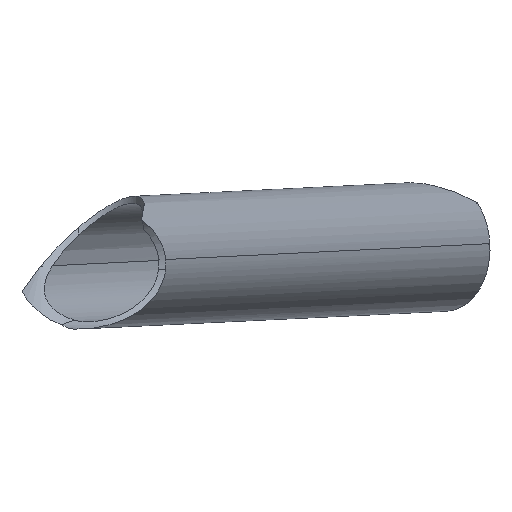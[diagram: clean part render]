
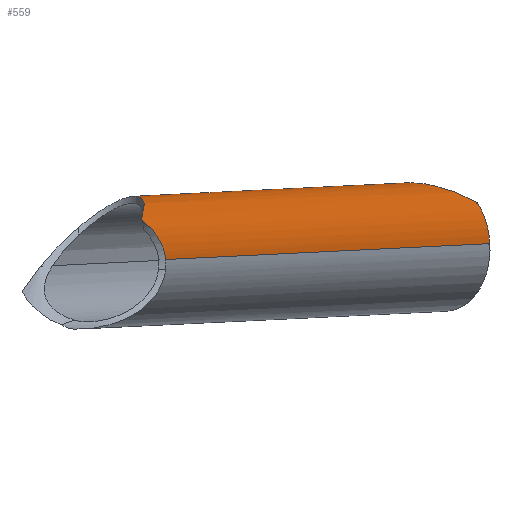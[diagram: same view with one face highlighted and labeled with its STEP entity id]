
A CAD part, top view. The second image highlights one B-rep face of the part: STEP entity #559.
In plain terms, the highlighted cylindrical face has radius 14 mm (diameter 28 mm), a partial arc.
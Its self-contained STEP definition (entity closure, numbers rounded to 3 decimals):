
#63=CARTESIAN_POINT('Vertex',(-1928.525,-296.258,71.291)) ;
#67=CARTESIAN_POINT('Control Point',(-1936.791,-304.676,88.335)) ;
#68=CARTESIAN_POINT('Control Point',(-1936.033,-303.753,86.071)) ;
#69=CARTESIAN_POINT('Control Point',(-1935.214,-302.802,83.839)) ;
#70=CARTESIAN_POINT('Control Point',(-1934.335,-301.828,81.661)) ;
#71=CARTESIAN_POINT('Control Point',(-1932.771,-300.176,78.162)) ;
#72=CARTESIAN_POINT('Control Point',(-1930.946,-298.415,74.852)) ;
#73=CARTESIAN_POINT('Control Point',(-1930.201,-297.722,73.617)) ;
#74=CARTESIAN_POINT('Control Point',(-1929.399,-297.002,72.418)) ;
#75=CARTESIAN_POINT('Control Point',(-1928.525,-296.258,71.291)) ;
#76=CARTESIAN_POINT('Vertex',(-1936.791,-304.676,88.335)) ;
#190=CARTESIAN_POINT('Vertex',(-1915.008,-294.633,99.789)) ;
#194=CARTESIAN_POINT('Control Point',(-1915.008,-294.633,99.789)) ;
#195=CARTESIAN_POINT('Control Point',(-1914.842,-294.204,98.241)) ;
#196=CARTESIAN_POINT('Control Point',(-1914.701,-293.788,96.686)) ;
#197=CARTESIAN_POINT('Control Point',(-1914.584,-293.385,95.125)) ;
#198=CARTESIAN_POINT('Control Point',(-1914.369,-292.458,91.394)) ;
#199=CARTESIAN_POINT('Control Point',(-1914.322,-291.621,87.634)) ;
#200=CARTESIAN_POINT('Control Point',(-1914.36,-291.175,85.464)) ;
#201=CARTESIAN_POINT('Control Point',(-1914.556,-290.463,81.632)) ;
#202=CARTESIAN_POINT('Control Point',(-1915.072,-289.934,77.803)) ;
#203=CARTESIAN_POINT('Control Point',(-1915.36,-289.753,76.195)) ;
#204=CARTESIAN_POINT('Control Point',(-1915.949,-289.546,73.664)) ;
#205=CARTESIAN_POINT('Control Point',(-1916.889,-289.565,71.245)) ;
#206=CARTESIAN_POINT('Control Point',(-1917.281,-289.608,70.399)) ;
#207=CARTESIAN_POINT('Control Point',(-1917.971,-289.746,69.199)) ;
#208=CARTESIAN_POINT('Control Point',(-1918.863,-290.041,68.19)) ;
#209=CARTESIAN_POINT('Control Point',(-1919.178,-290.157,67.886)) ;
#210=CARTESIAN_POINT('Control Point',(-1919.843,-290.426,67.364)) ;
#211=CARTESIAN_POINT('Control Point',(-1920.58,-290.774,67.015)) ;
#212=CARTESIAN_POINT('Control Point',(-1920.953,-290.962,66.893)) ;
#213=CARTESIAN_POINT('Control Point',(-1921.86,-291.446,66.723)) ;
#214=CARTESIAN_POINT('Control Point',(-1922.757,-291.982,66.82)) ;
#215=CARTESIAN_POINT('Control Point',(-1923.263,-292.302,66.954)) ;
#216=CARTESIAN_POINT('Control Point',(-1924.821,-293.328,67.563)) ;
#217=CARTESIAN_POINT('Control Point',(-1926.166,-294.33,68.628)) ;
#218=CARTESIAN_POINT('Control Point',(-1927.007,-294.989,69.448)) ;
#219=CARTESIAN_POINT('Control Point',(-1927.791,-295.632,70.344)) ;
#220=CARTESIAN_POINT('Control Point',(-1928.525,-296.258,71.291)) ;
#248=CARTESIAN_POINT('Vertex',(-1909.827,-303.223,95.972)) ;
#252=CARTESIAN_POINT('Control Point',(-1915.008,-294.633,99.789)) ;
#253=CARTESIAN_POINT('Control Point',(-1913.464,-295.828,98.75)) ;
#254=CARTESIAN_POINT('Control Point',(-1912.058,-297.279,97.777)) ;
#255=CARTESIAN_POINT('Control Point',(-1910.852,-298.977,96.91)) ;
#256=CARTESIAN_POINT('Control Point',(-1910.049,-301.047,96.266)) ;
#257=CARTESIAN_POINT('Control Point',(-1909.827,-303.223,95.972)) ;
#369=CARTESIAN_POINT('Vertex',(-1842.872,-290.659,-103.291)) ;
#375=CARTESIAN_POINT('Control Point',(-1842.872,-290.659,-103.291)) ;
#376=CARTESIAN_POINT('Control Point',(-1841.977,-292.021,-102.112)) ;
#377=CARTESIAN_POINT('Control Point',(-1841.204,-293.626,-101.123)) ;
#378=CARTESIAN_POINT('Control Point',(-1840.599,-295.467,-100.389)) ;
#379=CARTESIAN_POINT('Control Point',(-1840.242,-297.461,-100.014)) ;
#380=CARTESIAN_POINT('Control Point',(-1840.139,-299.469,-100.)) ;
#381=CARTESIAN_POINT('Vertex',(-1840.139,-299.469,-100.)) ;
#499=CARTESIAN_POINT('Axis2P3D Location',(-1889.405,-302.123,-3.19)) ;
#504=CARTESIAN_POINT('Line Origine',(-1902.574,-302.833,-7.886)) ;
#508=CARTESIAN_POINT('Vertex',(-1866.298,-300.878,-109.899)) ;
#511=CARTESIAN_POINT('Line Origine',(-1876.235,-301.413,1.507)) ;
#517=CARTESIAN_POINT('Control Point',(-1842.872,-290.659,-103.291)) ;
#518=CARTESIAN_POINT('Control Point',(-1843.906,-290.056,-102.111)) ;
#519=CARTESIAN_POINT('Control Point',(-1844.991,-289.487,-100.961)) ;
#520=CARTESIAN_POINT('Control Point',(-1846.128,-288.954,-99.846)) ;
#521=CARTESIAN_POINT('Control Point',(-1848.493,-287.979,-97.712)) ;
#522=CARTESIAN_POINT('Control Point',(-1851.097,-287.208,-95.784)) ;
#523=CARTESIAN_POINT('Control Point',(-1852.441,-286.888,-94.899)) ;
#524=CARTESIAN_POINT('Control Point',(-1854.556,-286.52,-93.693)) ;
#525=CARTESIAN_POINT('Control Point',(-1856.826,-286.396,-92.779)) ;
#526=CARTESIAN_POINT('Control Point',(-1857.589,-286.387,-92.516)) ;
#527=CARTESIAN_POINT('Control Point',(-1858.366,-286.414,-92.3)) ;
#528=CARTESIAN_POINT('Control Point',(-1859.152,-286.485,-92.143)) ;
#529=CARTESIAN_POINT('Vertex',(-1859.152,-286.485,-92.143)) ;
#533=CARTESIAN_POINT('Control Point',(-1866.298,-300.878,-109.899)) ;
#534=CARTESIAN_POINT('Control Point',(-1866.859,-299.981,-108.463)) ;
#535=CARTESIAN_POINT('Control Point',(-1867.344,-299.056,-107.014)) ;
#536=CARTESIAN_POINT('Control Point',(-1867.743,-298.109,-105.561)) ;
#537=CARTESIAN_POINT('Control Point',(-1868.331,-296.21,-102.718)) ;
#538=CARTESIAN_POINT('Control Point',(-1868.446,-294.21,-99.888)) ;
#539=CARTESIAN_POINT('Control Point',(-1868.367,-293.219,-98.531)) ;
#540=CARTESIAN_POINT('Control Point',(-1867.914,-291.412,-96.157)) ;
#541=CARTESIAN_POINT('Control Point',(-1866.653,-289.636,-94.09)) ;
#542=CARTESIAN_POINT('Control Point',(-1865.907,-288.874,-93.27)) ;
#543=CARTESIAN_POINT('Control Point',(-1864.186,-287.705,-92.201)) ;
#544=CARTESIAN_POINT('Control Point',(-1862.027,-286.953,-91.856)) ;
#545=CARTESIAN_POINT('Control Point',(-1861.065,-286.723,-91.85)) ;
#546=CARTESIAN_POINT('Control Point',(-1860.102,-286.572,-91.953)) ;
#547=CARTESIAN_POINT('Control Point',(-1859.152,-286.485,-92.143)) ;
#500=DIRECTION('Axis2P3D Direction',(-0.335,-0.018,0.942)) ;
#501=DIRECTION('Axis2P3D XDirection',(0.941,0.051,0.335)) ;
#505=DIRECTION('Vector Direction',(-0.335,-0.018,0.942)) ;
#512=DIRECTION('Vector Direction',(-0.335,-0.018,0.942)) ;
#502=AXIS2_PLACEMENT_3D('Cylinder Axis2P3D',#499,#500,#501) ;
#550=ORIENTED_EDGE('',*,*,#510,.T.) ;
#551=ORIENTED_EDGE('',*,*,#78,.T.) ;
#552=ORIENTED_EDGE('',*,*,#221,.F.) ;
#553=ORIENTED_EDGE('',*,*,#258,.T.) ;
#554=ORIENTED_EDGE('',*,*,#515,.F.) ;
#555=ORIENTED_EDGE('',*,*,#383,.F.) ;
#556=ORIENTED_EDGE('',*,*,#531,.T.) ;
#557=ORIENTED_EDGE('',*,*,#548,.F.) ;
#506=VECTOR('Line Direction',#505,1.) ;
#513=VECTOR('Line Direction',#512,1.) ;
#559=ADVANCED_FACE('Corps principal',(#558),#503,.T.) ;
#66=B_SPLINE_CURVE_WITH_KNOTS('',5,(#67,#68,#69,#70,#71,#72,#73,#74,#75),.UNSPECIFIED.,.F.,.U.,(6,3,6),(0.,18.099,29.475),.UNSPECIFIED.) ;
#193=B_SPLINE_CURVE_WITH_KNOTS('',5,(#194,#195,#196,#197,#198,#199,#200,#201,#202,#203,#204,#205,#206,#207,#208,#209,#210,#211,#212,#213,#214,#215,#216,#217,#218,#219,#220),.UNSPECIFIED.,.F.,.U.,(6,3,3,3,3,3,3,3,6),(19.291,30.742,46.514,58.296,64.84,68.015,71.069,75.345,84.902),.UNSPECIFIED.) ;
#251=B_SPLINE_CURVE_WITH_KNOTS('',5,(#252,#253,#254,#255,#256,#257),.UNSPECIFIED.,.F.,.U.,(6,6),(23.689,39.293),.UNSPECIFIED.) ;
#374=B_SPLINE_CURVE_WITH_KNOTS('',5,(#375,#376,#377,#378,#379,#380),.UNSPECIFIED.,.F.,.U.,(6,6),(21.154,35.373),.UNSPECIFIED.) ;
#516=B_SPLINE_CURVE_WITH_KNOTS('',5,(#517,#518,#519,#520,#521,#522,#523,#524,#525,#526,#527,#528),.UNSPECIFIED.,.F.,.U.,(6,3,3,6),(13.565,25.464,37.08,42.765),.UNSPECIFIED.) ;
#532=B_SPLINE_CURVE_WITH_KNOTS('',5,(#533,#534,#535,#536,#537,#538,#539,#540,#541,#542,#543,#544,#545,#546,#547),.UNSPECIFIED.,.F.,.U.,(6,3,3,3,6),(0.,12.613,24.462,33.677,40.56),.UNSPECIFIED.) ;
#503=CYLINDRICAL_SURFACE('generated cylinder',#502,14.) ;
#78=EDGE_CURVE('',#77,#64,#66,.T.) ;
#221=EDGE_CURVE('',#191,#64,#193,.T.) ;
#258=EDGE_CURVE('',#191,#249,#251,.T.) ;
#383=EDGE_CURVE('',#370,#382,#374,.T.) ;
#510=EDGE_CURVE('',#509,#77,#507,.T.) ;
#515=EDGE_CURVE('',#382,#249,#514,.T.) ;
#531=EDGE_CURVE('',#370,#530,#516,.T.) ;
#548=EDGE_CURVE('',#509,#530,#532,.T.) ;
#549=EDGE_LOOP('',(#550,#551,#552,#553,#554,#555,#556,#557)) ;
#558=FACE_OUTER_BOUND('',#549,.T.) ;
#507=LINE('Line',#504,#506) ;
#514=LINE('Line',#511,#513) ;
#64=VERTEX_POINT('',#63) ;
#77=VERTEX_POINT('',#76) ;
#191=VERTEX_POINT('',#190) ;
#249=VERTEX_POINT('',#248) ;
#370=VERTEX_POINT('',#369) ;
#382=VERTEX_POINT('',#381) ;
#509=VERTEX_POINT('',#508) ;
#530=VERTEX_POINT('',#529) ;
